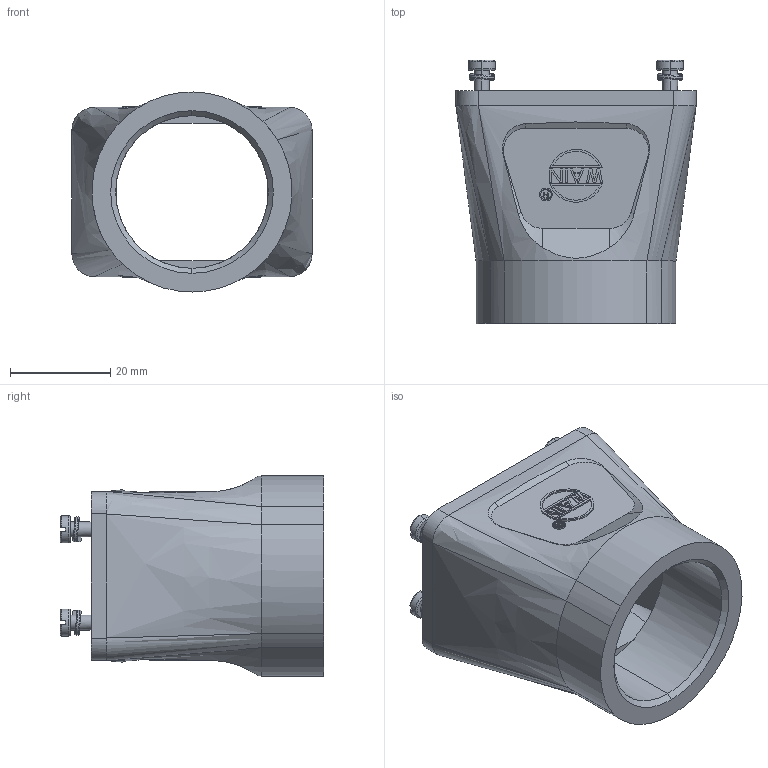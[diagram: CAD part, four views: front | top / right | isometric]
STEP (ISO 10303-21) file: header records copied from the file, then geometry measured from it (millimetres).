
FILE_DESCRIPTION (( 'STEP AP203' ), '1' );
FILE_NAME ('H1M-TE-M32.STP', '2017-09-26T01:25:49', ( '微软用户' ), ( '微软中国' ), 'SwSTEP 2.0', 'SolidWorks 2012', '' );
FILE_SCHEMA (( 'CONFIG_CONTROL_DESIGN' ));
Length unit declared in the file: millimetre
Products named in the file (1): H1M-TE-M32
Bounding box: 48 x 52.62 x 40 mm (x, y, z)
Volume: 24860.8 mm3; surface area: 13835.9 mm2
Topology: 1 solids, 5 shells, 414 faces, 1054 edges, 686 vertices
Faces by surface type: plane 264, cylinder 70, bspline 40, torus 20, cone 20
Entity records: 16886 total; most frequent: CARTESIAN_POINT 7401, ORIENTED_EDGE 2108, DIRECTION 1701, EDGE_CURVE 1054, VECTOR 689, LINE 689, VERTEX_POINT 686, AXIS2_PLACEMENT_3D 506
